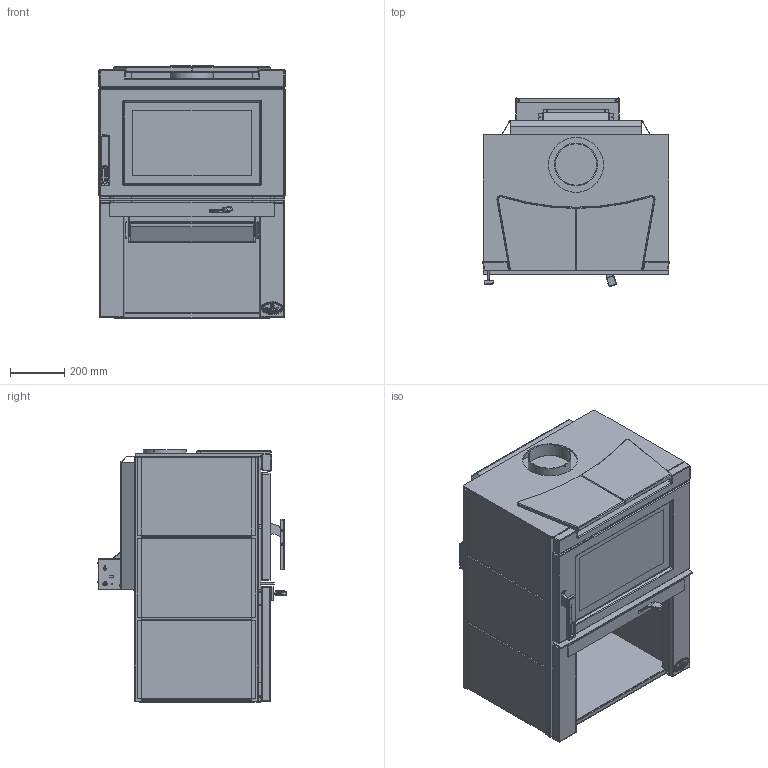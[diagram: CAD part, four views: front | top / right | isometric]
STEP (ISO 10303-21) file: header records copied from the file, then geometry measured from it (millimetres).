
FILE_DESCRIPTION( ( 'Unknown' ), '1' );
FILE_NAME( 'OB02020-CAD.stp', 'Unknown', ( 'Jean-Philippe Alain' ), ( 'SBI' ), 'PSStep 14.0', 'Solid Edge', ' ' );
FILE_SCHEMA( ( 'AUTOMOTIVE_DESIGN { 1 0 10303 214 1 1 1 1 }' ) );
Length unit declared in the file: inch
Products named in the file (49): SE65658-oa15; PL65658; SE65659-oa12; PL65659; SE65770-oa11; PL65771; SE65609-oa5; PL65610; OA10701-oa7; 22219; OA10701-oa8; SE65769-oa14; PL53561; PL53563; PL65769; SE65657-oa13; PL65657; SE24252-oa6; 24252; 30450; SE24246-oa2; 24246; SE24245-oa4; 24245; PL65740; SE24251-oa3; 24251; SE65772-oa10; PL65772; PL65773; PL65773-oa9; SE65647-oa1; PL65647; Assem1; 24224; 22220; 22220-oa0; PL65551; 30764; PL65513 ...
Assembly tree (53 placements, depth 3):
  Assem1
    24224
    22220
    22220-oa0
    PL65551
    30764
    PL65513
    pl65603
    PL65656
    PL65552
    PL65611
    PL65550
    PL65607
    30765
    PL65612
    23051
    SE65647-oa1
      PL65647
    SE24246-oa2
      24246
    SE24251-oa3
      24251
    SE24245-oa4
      24245
      PL65740
    SE65609-oa5
      PL65610
    SE24252-oa6
      24252
      30450
    OA10701-oa7
      22219  x3
    OA10701-oa8
      22219  x3
    SE65772-oa10
      PL65772
      PL65773
      PL65773-oa9
    SE65770-oa11
      PL65771
    SE65659-oa12
      PL65659
    SE65657-oa13
      PL65657
    SE65769-oa14
      PL53561
      PL53563
      PL65769
    SE65658-oa15
      PL65658
Bounding box: 689.12 x 698.65 x 935.05 mm (x, y, z)
Surface area: 13112408.9 mm2 (no closed solid volume)
Topology: 0 solids, 3457 shells, 3457 faces, 16604 edges, 16312 vertices
Faces by surface type: plane 1520, cylinder 1158, bspline 476, sphere 148, torus 78, cone 42, extrusion 35
Full cylindrical faces by diameter (mm): 3.175 x6, 3.307 x10, 3.454 x2, 3.556 x5, 3.904 x2, 3.962 x9, 3.967 x4, 4.216 x3, 4.775 x7, 4.953 x1, 4.965 x1, 4.976 x16, 5.156 x1, 5.563 x1, 6.35 x12, 6.747 x4, 9.525 x2, 9.804 x1, 25.4 x2, 153.162 x1, 158.75 x1, 203.2 x1
Entity records: 236428 total; most frequent: CARTESIAN_POINT 86846, DIRECTION 26109, ORIENTED_EDGE 15990, EDGE_CURVE 15990, VERTEX_POINT 15990, VECTOR 8807, LINE 8772, AXIS2_PLACEMENT_3D 8651
